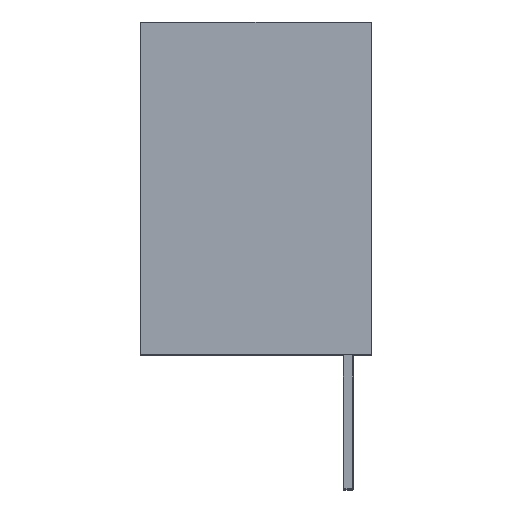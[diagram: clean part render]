
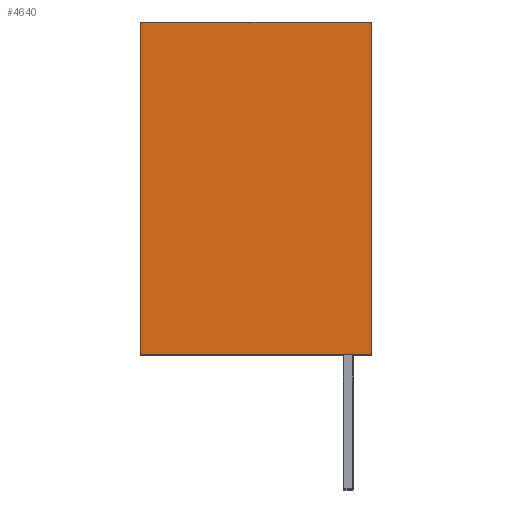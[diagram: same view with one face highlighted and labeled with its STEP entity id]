
A CAD part, top view. The second image highlights one B-rep face of the part: STEP entity #4640.
In plain terms, the highlighted planar face has unit normal (0, 0, 1).
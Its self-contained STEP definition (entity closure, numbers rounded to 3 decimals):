
#488=FACE_OUTER_BOUND('',#762,.T.);
#762=EDGE_LOOP('',(#3527,#3528,#3529,#3530));
#1246=LINE('',#7507,#1548);
#1249=LINE('',#7518,#1551);
#1256=LINE('',#7548,#1558);
#1258=LINE('',#7551,#1560);
#1548=VECTOR('',#5478,10.);
#1551=VECTOR('',#5493,10.);
#1558=VECTOR('',#5532,10.);
#1560=VECTOR('',#5536,10.);
#1968=VERTEX_POINT('',#7421);
#1983=VERTEX_POINT('',#7500);
#1986=VERTEX_POINT('',#7510);
#1994=VERTEX_POINT('',#7544);
#2467=EDGE_CURVE('',#1983,#1968,#1246,.T.);
#2473=EDGE_CURVE('',#1968,#1986,#1249,.T.);
#2489=EDGE_CURVE('',#1986,#1994,#1256,.T.);
#2491=EDGE_CURVE('',#1994,#1983,#1258,.T.);
#3527=ORIENTED_EDGE('',*,*,#2467,.F.);
#3528=ORIENTED_EDGE('',*,*,#2491,.F.);
#3529=ORIENTED_EDGE('',*,*,#2489,.F.);
#3530=ORIENTED_EDGE('',*,*,#2473,.F.);
#4271=PLANE('',#4962);
#4640=ADVANCED_FACE('',(#488),#4271,.T.);
#4962=AXIS2_PLACEMENT_3D('',#7697,#5626,#5627);
#5478=DIRECTION('',(0.,-1.,0.));
#5493=DIRECTION('',(-1.,0.,0.));
#5532=DIRECTION('',(0.,1.,0.));
#5536=DIRECTION('',(1.,0.,0.));
#5626=DIRECTION('center_axis',(0.,0.,1.));
#5627=DIRECTION('ref_axis',(1.,0.,0.));
#7421=CARTESIAN_POINT('',(0.699,0.001,9.8));
#7500=CARTESIAN_POINT('',(0.699,10.099,9.8));
#7507=CARTESIAN_POINT('',(0.699,0.,9.8));
#7510=CARTESIAN_POINT('',(-6.299,0.001,9.8));
#7518=CARTESIAN_POINT('',(-4.55,0.001,9.8));
#7544=CARTESIAN_POINT('',(-6.299,10.099,9.8));
#7548=CARTESIAN_POINT('',(-6.299,0.,9.8));
#7551=CARTESIAN_POINT('',(-4.55,10.099,9.8));
#7697=CARTESIAN_POINT('Origin',(-6.3,0.,9.8));
